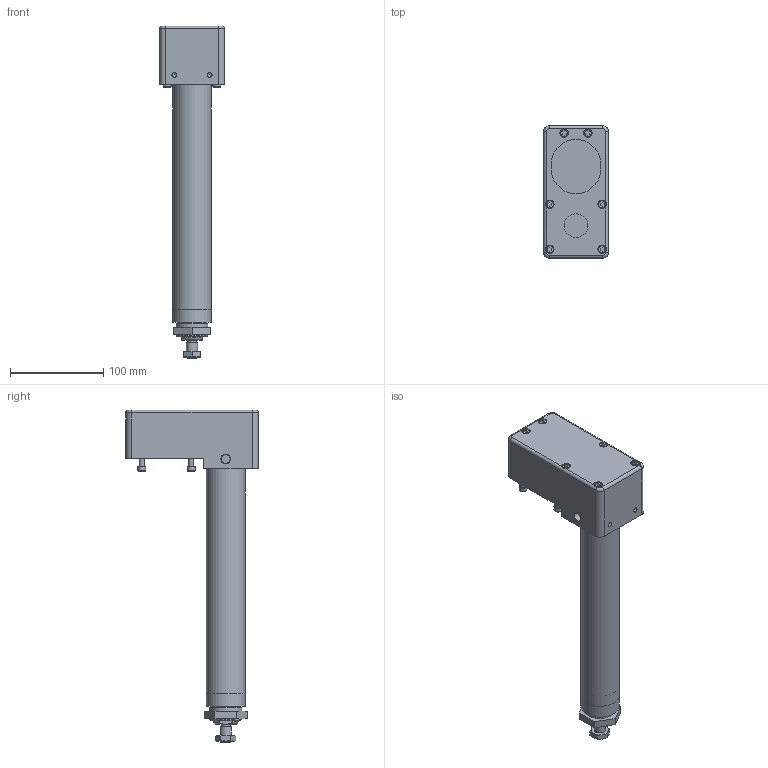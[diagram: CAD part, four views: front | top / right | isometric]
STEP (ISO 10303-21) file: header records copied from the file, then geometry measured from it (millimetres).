
FILE_DESCRIPTION (( 'STEP AP203' ), '1' );
FILE_NAME ('ERD-487036-1.step', '2025-04-25T14:31:27', ( '' ), ( '' ), 'SwSTEP 2.0', 'SolidWorks 2024', '' );
FILE_SCHEMA (( 'CONFIG_CONTROL_DESIGN' ));
Length unit declared in the file: inch
Products named in the file (6): Base_ERD-487036-1; ERD-487036-1; 21921023_ERD-487036-1; tempJoin1_21929007_ERD-487036-1; tempJoin5_83169035_ERD-487036-1; 21921020_ERD-487036-1
Assembly tree (5 placements, depth 2):
  ERD-487036-1
    tempJoin5_83169035_ERD-487036-1
    21921020_ERD-487036-1
    tempJoin1_21929007_ERD-487036-1
    21921023_ERD-487036-1
    Base_ERD-487036-1
Bounding box: 69.85 x 142.37 x 356.84 mm (x, y, z)
Volume: 561083.2 mm3; surface area: 191252.7 mm2
Topology: 14 solids, 21 shells, 574 faces, 1383 edges, 882 vertices
Faces by surface type: plane 332, cylinder 159, cone 73, torus 9, bspline 1
Full cylindrical faces by diameter (mm): 3.307 x1, 4.166 x1, 4.2 x10, 5 x6, 6.858 x1, 7.137 x1, 8.5 x10, 9.144 x6, 9.347 x1, 9.519 x2, 10.346 x1, 11.001 x1, 12 x1, 19.05 x1, 19.075 x1, 19.812 x1, 21.844 x1, 25.4 x1, 26.391 x1, 26.4 x1, 26.492 x1, 27.762 x1, 27.94 x1, 31.992 x1, 32.5 x1, 34 x1, 39.37 x1, 40.075 x1, 41.58 x1, 41.675 x1
Entity records: 16885 total; most frequent: CARTESIAN_POINT 3267, DIRECTION 2822, ORIENTED_EDGE 2466, EDGE_CURVE 1233, AXIS2_PLACEMENT_3D 1091, VERTEX_POINT 836, EDGE_LOOP 743, LINE 640
